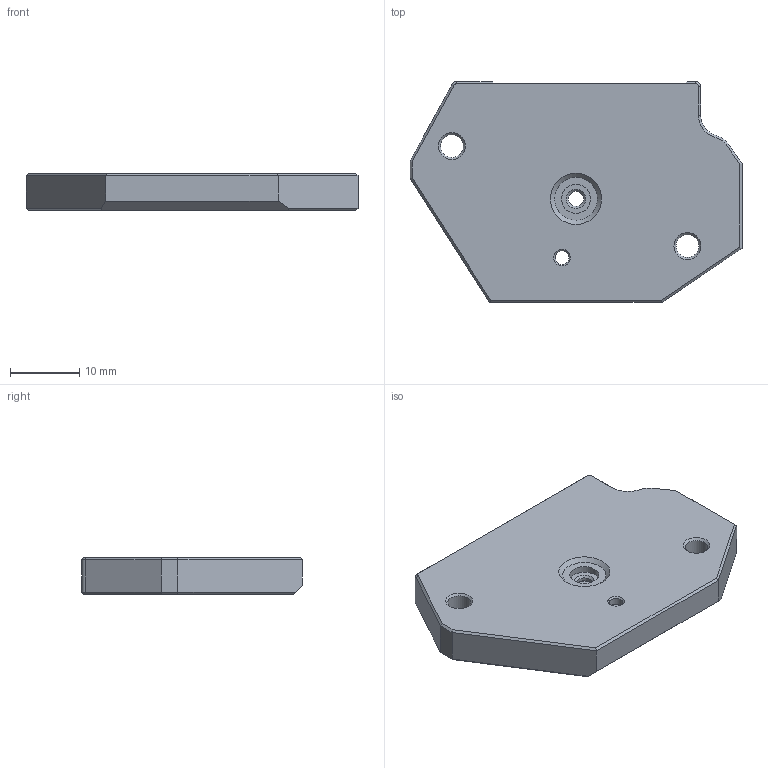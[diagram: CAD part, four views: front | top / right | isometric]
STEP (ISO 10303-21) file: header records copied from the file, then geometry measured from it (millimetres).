
FILE_DESCRIPTION(/* description */ ('','CAx-IF Rec.Pracs.---Representation and Presentation of Product Manufacturing Information (PMI)---4.0---2014-10-13'),/* implementation_level */ '2;1');
FILE_NAME(/* name */ 'Orbiter - 2510 Toolhead.step',/* time_stamp */ '2025-01-30T11:04:32Z',/* author */ (''),/* organization */ (''),/* preprocessor_version */ 'ST-DEVELOPER v20',/* originating_system */ 'Autodesk Translation Framework v13.20.0.188',/* authorisation */ '');
FILE_SCHEMA (('AP242_MANAGED_MODEL_BASED_3D_ENGINEERING_MIM_LF { 1 0 10303 442 1 1 4 }'));
Length unit declared in the file: millimetre
Products named in the file (1): (Unsaved)
Bounding box: 48 x 31.91 x 5.3 mm (x, y, z)
Volume: 4547.2 mm3; surface area: 4828.7 mm2
Topology: 1 solids, 1 shells, 116 faces, 294 edges, 183 vertices
Faces by surface type: plane 71, cylinder 23, cone 21, torus 1
Full cylindrical faces by diameter (mm): 2 x2, 2.2 x2, 3.3 x2, 4.2 x2
Entity records: 3507 total; most frequent: DIRECTION 608, CARTESIAN_POINT 602, ORIENTED_EDGE 588, EDGE_CURVE 294, LINE 208, VECTOR 208, AXIS2_PLACEMENT_3D 200, VERTEX_POINT 183
